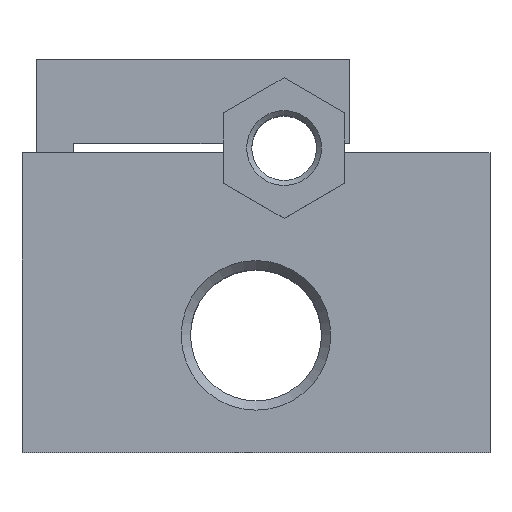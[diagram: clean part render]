
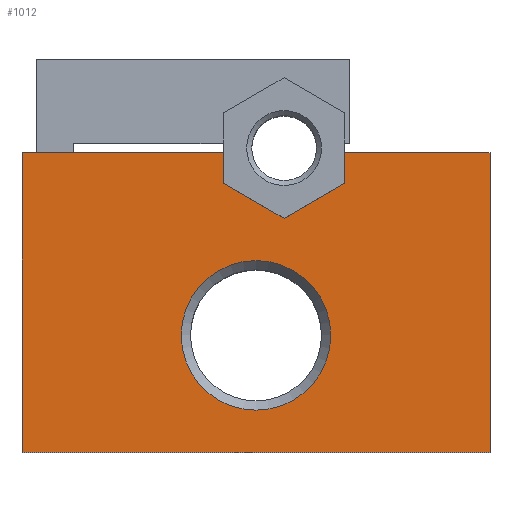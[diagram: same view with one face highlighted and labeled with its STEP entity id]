
A CAD part, top view. The second image highlights one B-rep face of the part: STEP entity #1012.
In plain terms, the highlighted planar face has unit normal (0, 0, 1).
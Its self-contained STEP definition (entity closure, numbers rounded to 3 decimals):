
#51=CIRCLE('',#1094,7.991);
#52=CIRCLE('',#1095,6.4);
#183=ORIENTED_EDGE('',*,*,#431,.T.);
#184=ORIENTED_EDGE('',*,*,#365,.T.);
#185=ORIENTED_EDGE('',*,*,#432,.T.);
#186=ORIENTED_EDGE('',*,*,#381,.T.);
#187=ORIENTED_EDGE('',*,*,#393,.T.);
#188=ORIENTED_EDGE('',*,*,#400,.T.);
#189=ORIENTED_EDGE('',*,*,#408,.T.);
#365=EDGE_CURVE('',#502,#501,#594,.T.);
#381=EDGE_CURVE('',#518,#517,#608,.T.);
#393=EDGE_CURVE('',#517,#525,#618,.T.);
#400=EDGE_CURVE('',#525,#530,#625,.T.);
#408=EDGE_CURVE('',#530,#502,#633,.T.);
#431=EDGE_CURVE('',#547,#547,#51,.F.);
#432=EDGE_CURVE('',#501,#518,#52,.T.);
#501=VERTEX_POINT('',#1483);
#502=VERTEX_POINT('',#1485);
#517=VERTEX_POINT('',#1516);
#518=VERTEX_POINT('',#1518);
#525=VERTEX_POINT('',#1541);
#530=VERTEX_POINT('',#1554);
#547=VERTEX_POINT('',#1612);
#594=LINE('',#1484,#696);
#608=LINE('',#1517,#710);
#618=LINE('',#1542,#720);
#625=LINE('',#1555,#727);
#633=LINE('',#1569,#735);
#696=VECTOR('',#1186,1000.);
#710=VECTOR('',#1206,1000.);
#720=VECTOR('',#1230,1000.);
#727=VECTOR('',#1239,1000.);
#735=VECTOR('',#1251,1000.);
#808=EDGE_LOOP('',(#183));
#809=EDGE_LOOP('',(#184,#185,#186,#187,#188,#189));
#894=FACE_BOUND('',#808,.T.);
#895=FACE_BOUND('',#809,.T.);
#972=PLANE('',#1093);
#1012=ADVANCED_FACE('',(#894,#895),#972,.T.);
#1093=AXIS2_PLACEMENT_3D('',#1610,#1289,#1290);
#1094=AXIS2_PLACEMENT_3D('',#1611,#1291,#1292);
#1095=AXIS2_PLACEMENT_3D('',#1613,#1293,#1294);
#1186=DIRECTION('',(-1.,0.,0.));
#1206=DIRECTION('',(-1.,0.,0.));
#1230=DIRECTION('',(0.,-1.,0.));
#1239=DIRECTION('',(1.,0.,0.));
#1251=DIRECTION('',(0.,1.,0.));
#1289=DIRECTION('',(0.,0.,1.));
#1290=DIRECTION('',(1.,0.,0.));
#1291=DIRECTION('',(0.,0.,1.));
#1292=DIRECTION('',(1.,0.,0.));
#1293=DIRECTION('',(0.,0.,-1.));
#1294=DIRECTION('',(-1.,0.,0.));
#1483=CARTESIAN_POINT('',(9.38,19.5,12.5));
#1484=CARTESIAN_POINT('',(25.,19.5,12.5));
#1485=CARTESIAN_POINT('',(25.,19.5,12.5));
#1516=CARTESIAN_POINT('',(-25.,19.5,12.5));
#1517=CARTESIAN_POINT('',(-23.5,19.5,12.5));
#1518=CARTESIAN_POINT('',(-3.38,19.5,12.5));
#1541=CARTESIAN_POINT('',(-25.,-12.5,12.5));
#1542=CARTESIAN_POINT('',(-25.,19.5,12.5));
#1554=CARTESIAN_POINT('',(25.,-12.5,12.5));
#1555=CARTESIAN_POINT('',(-25.,-12.5,12.5));
#1569=CARTESIAN_POINT('',(25.,-12.5,12.5));
#1610=CARTESIAN_POINT('',(0.,0.,12.5));
#1611=CARTESIAN_POINT('',(0.,0.,12.5));
#1612=CARTESIAN_POINT('',(7.991,0.,12.5));
#1613=CARTESIAN_POINT('',(3.,20.,12.5));
